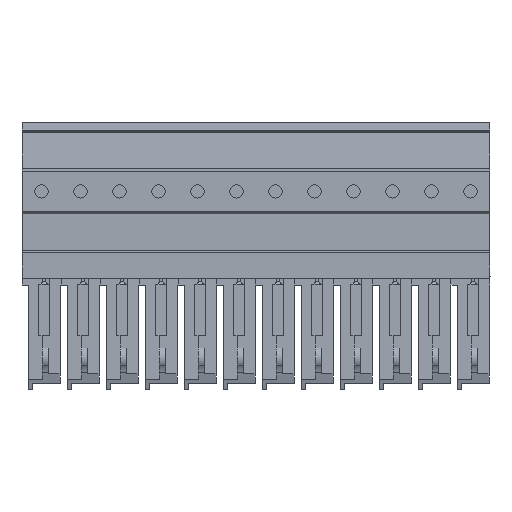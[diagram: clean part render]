
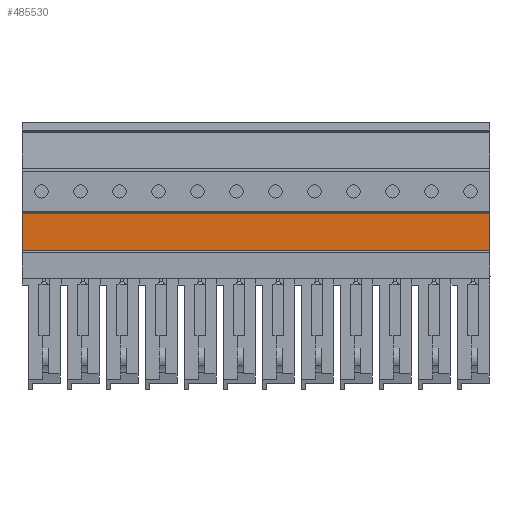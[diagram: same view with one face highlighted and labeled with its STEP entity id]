
A CAD part, front view. The second image highlights one B-rep face of the part: STEP entity #485530.
In plain terms, the highlighted face is planar.
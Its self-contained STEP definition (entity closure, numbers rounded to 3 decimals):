
#600=CARTESIAN_POINT('',(7.532,-0.462,
69.2));
#610=VERTEX_POINT('',#600);
#640=CARTESIAN_POINT('',(7.549,-0.962,
69.2));
#650=DIRECTION('',(0.034,-0.999,
0.));
#660=VECTOR('',#650,1.);
#670=LINE('',#640,#660);
#680=CARTESIAN_POINT('',(7.744,-6.784,
69.2));
#690=VERTEX_POINT('',#680);
#700=EDGE_CURVE('',#610,#690,#670,.T.);
#85260=CARTESIAN_POINT('',(7.744,-6.784,
-4.6));
#85270=VERTEX_POINT('',#85260);
#85300=CARTESIAN_POINT('',(7.517,0.,
-4.6));
#85310=DIRECTION('',(-0.034,0.999,
0.));
#85320=VECTOR('',#85310,1.);
#85330=LINE('',#85300,#85320);
#85340=CARTESIAN_POINT('',(7.532,-0.462,
-4.6));
#85350=VERTEX_POINT('',#85340);
#85360=EDGE_CURVE('',#85270,#85350,#85330,.T.);
#485190=CARTESIAN_POINT('',(7.744,-6.784,
49.2));
#485200=DIRECTION('',(0.,0.,-1.));
#485210=VECTOR('',#485200,1.);
#485220=LINE('',#485190,#485210);
#485230=EDGE_CURVE('',#690,#85270,#485220,.T.);
#485370=CARTESIAN_POINT('',(7.549,-0.962,
50.75));
#485380=DIRECTION('',(-0.999,-0.034,
0.));
#485390=DIRECTION('',(-0.034,0.999,
0.));
#485400=AXIS2_PLACEMENT_3D('',#485370,#485380,#485390);
#485410=PLANE('',#485400);
#485420=ORIENTED_EDGE('',*,*,#700,.T.);
#485430=CARTESIAN_POINT('',(7.532,-0.462,
49.2));
#485440=DIRECTION('',(0.,0.,-1.));
#485450=VECTOR('',#485440,1.);
#485460=LINE('',#485430,#485450);
#485470=EDGE_CURVE('',#610,#85350,#485460,.T.);
#485480=ORIENTED_EDGE('',*,*,#485470,.F.);
#485490=ORIENTED_EDGE('',*,*,#85360,.T.);
#485500=ORIENTED_EDGE('',*,*,#485230,.T.);
#485510=EDGE_LOOP('',(#485500,#485490,#485480,#485420));
#485520=FACE_OUTER_BOUND('',#485510,.T.);
#485530=ADVANCED_FACE('',(#485520),#485410,.F.);
